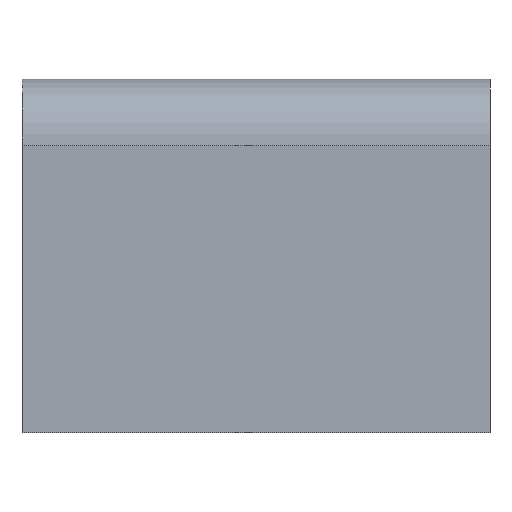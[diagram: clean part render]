
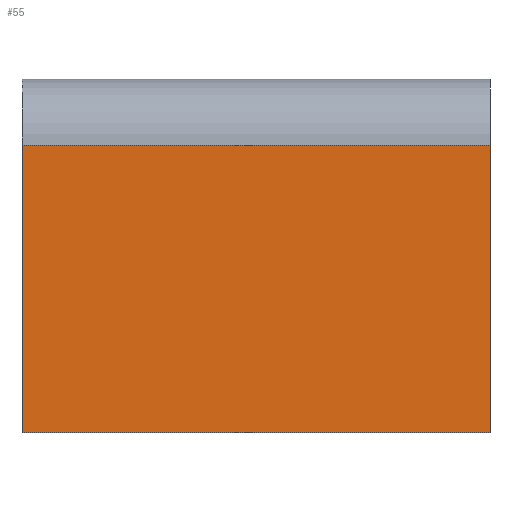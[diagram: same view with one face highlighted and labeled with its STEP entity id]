
A CAD part, top view. The second image highlights one B-rep face of the part: STEP entity #55.
In plain terms, the highlighted planar face has unit normal (0, 0, 1).
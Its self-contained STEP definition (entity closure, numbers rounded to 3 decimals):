
#55=ADVANCED_FACE('',(#77),#78,.T.);
#77=FACE_OUTER_BOUND('',#101,.T.);
#78=PLANE('',#102);
#101=EDGE_LOOP('',(#176,#177,#178,#179));
#102=AXIS2_PLACEMENT_3D('',#180,#181,#182);
#176=ORIENTED_EDGE('',*,*,#213,.T.);
#177=ORIENTED_EDGE('',*,*,#226,.F.);
#178=ORIENTED_EDGE('',*,*,#229,.F.);
#179=ORIENTED_EDGE('',*,*,#231,.T.);
#180=CARTESIAN_POINT('',(0.0,303.22,0.0));
#181=DIRECTION('',(0.0,0.0,1.0));
#182=DIRECTION('',(1.0,0.0,0.0));
#213=EDGE_CURVE('',#246,#251,#253,.T.);
#226=EDGE_CURVE('',#272,#251,#274,.T.);
#229=EDGE_CURVE('',#278,#272,#279,.T.);
#231=EDGE_CURVE('',#278,#246,#281,.T.);
#246=VERTEX_POINT('',#301);
#251=VERTEX_POINT('',#308);
#253=LINE('',#311,#312);
#272=VERTEX_POINT('',#338);
#274=LINE('',#340,#341);
#278=VERTEX_POINT('',#347);
#279=LINE('',#348,#349);
#281=LINE('',#351,#352);
#301=CARTESIAN_POINT('',(0.0,0.0,0.0));
#308=CARTESIAN_POINT('',(493.46,0.0,0.0));
#311=CARTESIAN_POINT('',(0.0,0.0,0.0));
#312=VECTOR('',#369,1000.0);
#338=CARTESIAN_POINT('',(493.46,303.22,0.0));
#340=CARTESIAN_POINT('',(493.46,303.22,0.0));
#341=VECTOR('',#392,1000.0);
#347=CARTESIAN_POINT('',(0.0,303.22,0.0));
#348=CARTESIAN_POINT('',(0.0,303.22,0.0));
#349=VECTOR('',#395,1000.0);
#351=CARTESIAN_POINT('',(0.0,303.22,0.0));
#352=VECTOR('',#399,1000.0);
#369=DIRECTION('',(1.0,0.0,0.0));
#392=DIRECTION('',(0.0,-1.0,0.0));
#395=DIRECTION('',(1.0,0.0,0.0));
#399=DIRECTION('',(0.0,-1.0,0.0));
